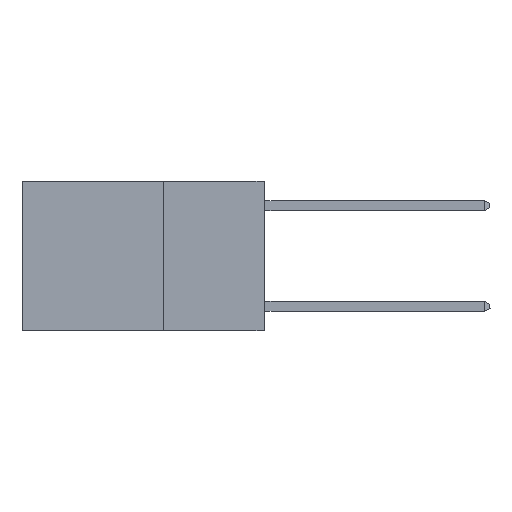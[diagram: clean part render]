
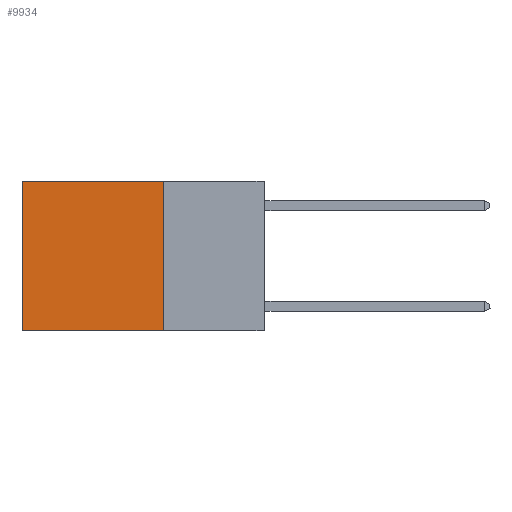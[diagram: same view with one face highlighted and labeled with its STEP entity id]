
A CAD part, left-side view. The second image highlights one B-rep face of the part: STEP entity #9934.
In plain terms, the highlighted planar face has unit normal (-1, 0, 0).
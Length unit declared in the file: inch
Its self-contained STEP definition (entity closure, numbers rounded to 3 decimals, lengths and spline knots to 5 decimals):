
#1268 = DIRECTION ( 'NONE',  ( 1., 0., 0. ) ) ;
#1404 = DIRECTION ( 'NONE',  ( 0., 0., -1. ) ) ;
#1504 = EDGE_CURVE ( 'NONE', #10429, #21120, #2361, .T. ) ;
#1630 = ORIENTED_EDGE ( 'NONE', *, *, #21667, .T. ) ;
#1878 = CARTESIAN_POINT ( 'NONE',  ( 0.2625, 0.25, 0. ) ) ;
#2361 = LINE ( 'NONE', #26540, #22448 ) ;
#2737 = VERTEX_POINT ( 'NONE', #13544 ) ;
#3585 = FACE_OUTER_BOUND ( 'NONE', #23713, .T. ) ;
#3648 = ORIENTED_EDGE ( 'NONE', *, *, #1504, .F. ) ;
#4916 = DIRECTION ( 'NONE',  ( 0., 1., 0. ) ) ;
#5664 = CARTESIAN_POINT ( 'NONE',  ( 0.2625, 0.25, 0. ) ) ;
#6221 = VECTOR ( 'NONE', #23723, 39.37008 ) ;
#6795 = EDGE_CURVE ( 'NONE', #21120, #2737, #17661, .T. ) ;
#7138 = CARTESIAN_POINT ( 'NONE',  ( 0.2625, 0.25, -0.37 ) ) ;
#9137 = CARTESIAN_POINT ( 'NONE',  ( 0.2625, 0.25, 0. ) ) ;
#9934 = ADVANCED_FACE ( 'NONE', ( #3585 ), #15801, .F. ) ;
#10429 = VERTEX_POINT ( 'NONE', #1878 ) ;
#11958 = VECTOR ( 'NONE', #15723, 39.37008 ) ;
#13544 = CARTESIAN_POINT ( 'NONE',  ( 0.2625, 0.6, -0.37 ) ) ;
#14038 = CARTESIAN_POINT ( 'NONE',  ( 0.2625, 0.6, 0. ) ) ;
#14766 = EDGE_CURVE ( 'NONE', #10429, #22329, #21961, .T. ) ;
#15280 = ORIENTED_EDGE ( 'NONE', *, *, #14766, .T. ) ;
#15723 = DIRECTION ( 'NONE',  ( 0., 1., 0. ) ) ;
#15801 = PLANE ( 'NONE',  #18257 ) ;
#17076 = LINE ( 'NONE', #23455, #6221 ) ;
#17532 = CARTESIAN_POINT ( 'NONE',  ( 0.2625, 0.25, -0.37 ) ) ;
#17661 = LINE ( 'NONE', #17532, #19943 ) ;
#18257 = AXIS2_PLACEMENT_3D ( 'NONE', #9137, #1268, #1404 ) ;
#19943 = VECTOR ( 'NONE', #4916, 39.37008 ) ;
#21120 = VERTEX_POINT ( 'NONE', #7138 ) ;
#21667 = EDGE_CURVE ( 'NONE', #22329, #2737, #17076, .T. ) ;
#21961 = LINE ( 'NONE', #5664, #11958 ) ;
#22329 = VERTEX_POINT ( 'NONE', #14038 ) ;
#22448 = VECTOR ( 'NONE', #22590, 39.37008 ) ;
#22590 = DIRECTION ( 'NONE',  ( 0., 0., -1. ) ) ;
#23455 = CARTESIAN_POINT ( 'NONE',  ( 0.2625, 0.6, 0. ) ) ;
#23713 = EDGE_LOOP ( 'NONE', ( #1630, #25830, #3648, #15280 ) ) ;
#23723 = DIRECTION ( 'NONE',  ( 0., 0., -1. ) ) ;
#25830 = ORIENTED_EDGE ( 'NONE', *, *, #6795, .F. ) ;
#26540 = CARTESIAN_POINT ( 'NONE',  ( 0.2625, 0.25, 0. ) ) ;
